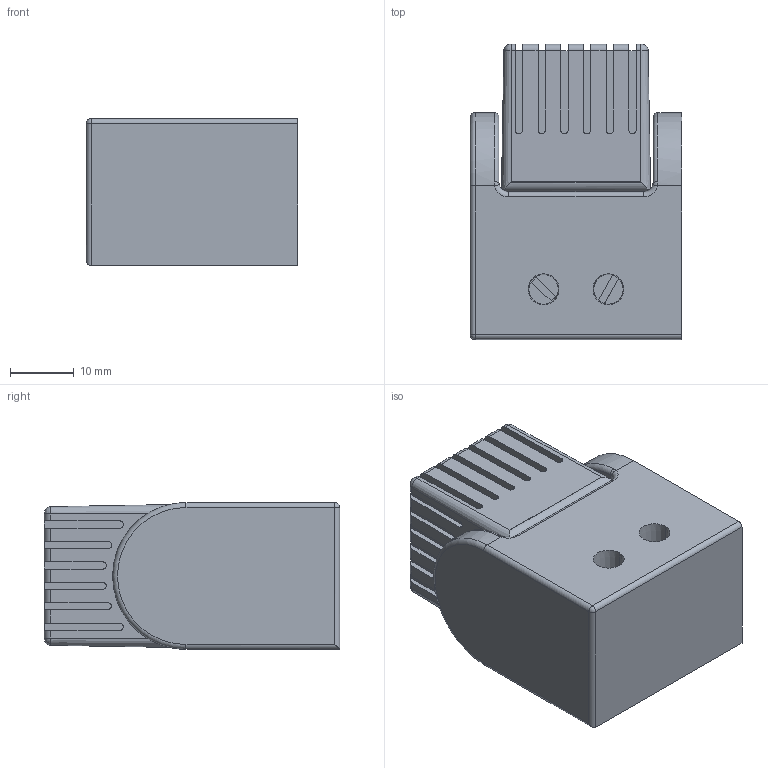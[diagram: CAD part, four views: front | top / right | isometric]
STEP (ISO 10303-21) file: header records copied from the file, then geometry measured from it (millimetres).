
FILE_DESCRIPTION (( 'STEP AP214' ), '1' );
FILE_NAME ('011640-00.STEP', '2014-06-25T15:58:55', ( '' ), ( '' ), 'SwSTEP 2.0', 'SolidWorks 2013', '' );
FILE_SCHEMA (( 'AUTOMOTIVE_DESIGN' ));
Length unit declared in the file: inch
Products named in the file (1): 011640-00
Bounding box: 33.15 x 46.25 x 22.99 mm (x, y, z)
Volume: 30663.7 mm3; surface area: 8373.6 mm2
Topology: 1 solids, 1 shells, 230 faces, 650 edges, 422 vertices
Faces by surface type: plane 107, cylinder 98, torus 12, cone 8, bspline 4, sphere 1
Entity records: 10022 total; most frequent: CARTESIAN_POINT 1557, ORIENTED_EDGE 1298, DIRECTION 1266, EDGE_CURVE 649, AXIS2_PLACEMENT_3D 449, VERTEX_POINT 422, VECTOR 368, LINE 368
